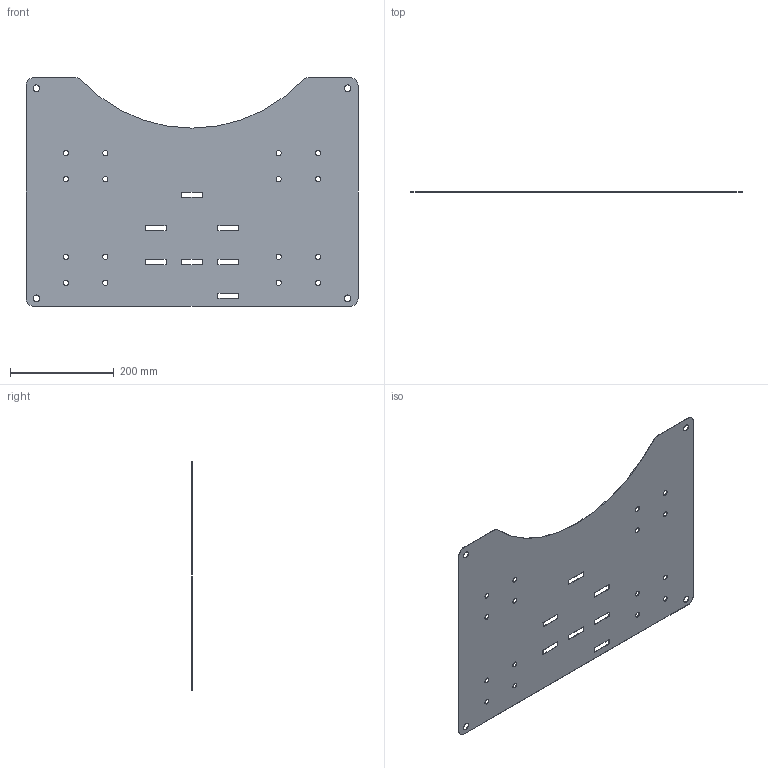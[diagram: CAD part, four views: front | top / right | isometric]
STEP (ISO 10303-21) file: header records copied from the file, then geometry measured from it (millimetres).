
FILE_DESCRIPTION(/* description */ (''),/* implementation_level */ '2;1');
FILE_NAME(/* name */ 'Support_3.step',/* time_stamp */ '2021-06-13T12:34:39+02:00',/* author */ (''),/* organization */ (''),/* preprocessor_version */ 'ST-DEVELOPER v18.1',/* originating_system */ 'Autodesk Translation Framework v10.9.0.1377',/* authorisation */ '');
FILE_SCHEMA (('AUTOMOTIVE_DESIGN { 1 0 10303 214 3 1 1 }'));
Length unit declared in the file: millimetre
Products named in the file (1): Support_3_grand
Bounding box: 640 x 1 x 440 mm (x, y, z)
Volume: 247645.7 mm3; surface area: 498845.7 mm2
Topology: 1 solids, 1 shells, 62 faces, 180 edges, 120 vertices
Faces by surface type: plane 35, cylinder 27
Full cylindrical faces by diameter (mm): 10 x16, 13 x4
Entity records: 2206 total; most frequent: CARTESIAN_POINT 363, ORIENTED_EDGE 360, DIRECTION 360, EDGE_CURVE 180, LINE 126, VECTOR 126, VERTEX_POINT 120, AXIS2_PLACEMENT_3D 117
